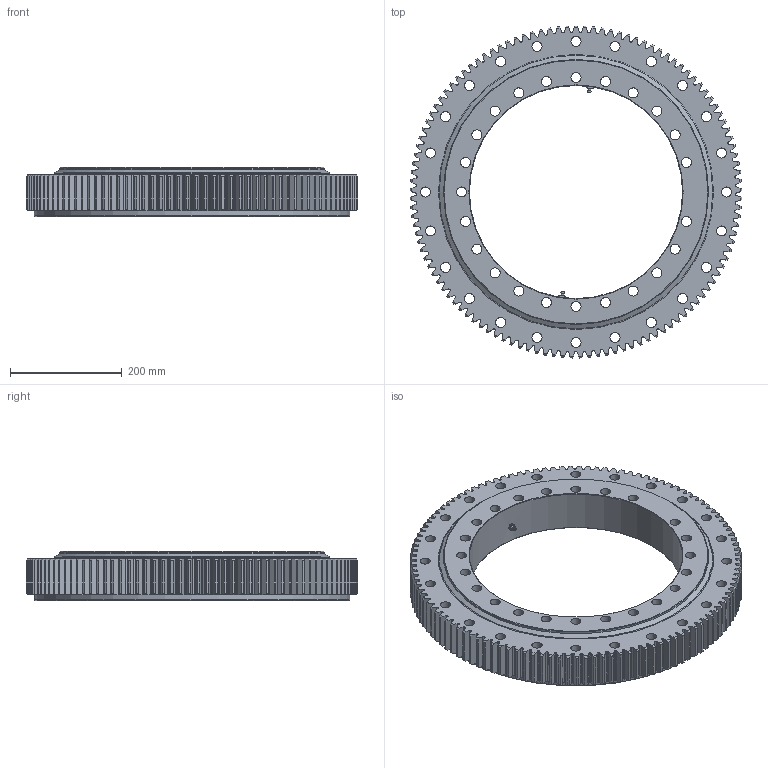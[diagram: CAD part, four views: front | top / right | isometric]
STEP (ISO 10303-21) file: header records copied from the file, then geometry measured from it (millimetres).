
FILE_DESCRIPTION (( 'STEP AP214' ), '1' );
FILE_NAME ('E.595.32.00.D.1.STEP', '2018-06-26T09:10:58', ( '' ), ( '' ), 'SwSTEP 2.0', 'SolidWorks 2016', '' );
FILE_SCHEMA (( 'AUTOMOTIVE_DESIGN' ));
Length unit declared in the file: millimetre
Products named in the file (7): Grease nipple M10x1mm; C.595.B32B.A1N.0 - OR Seal; C.595.B32B.A1N.0 - IR; C.595.B32B.A1N.0 - IR Seal; E.595.32.00.D.1; C.595.B32B.A1N.0 - OR; Ball D32
Assembly tree (46 placements, depth 2):
  E.595.32.00.D.1
    C.595.B32B.A1N.0 - IR
    C.595.B32B.A1N.0 - OR
    Ball D32  x40
    C.595.B32B.A1N.0 - IR Seal
    C.595.B32B.A1N.0 - OR Seal
    Grease nipple M10x1mm  x2
Bounding box: 594.99 x 594.94 x 88 mm (x, y, z)
Volume: 9781668.2 mm3; surface area: 1371702.3 mm2
Topology: 46 solids, 46 shells, 1368 faces, 3996 edges, 2649 vertices
Faces by surface type: bspline 585, cone 277, plane 269, cylinder 184, sphere 40, torus 13
Full cylindrical faces by diameter (mm): 3 x2, 5 x2, 9 x2, 10 x2, 18 x47, 382 x1, 461 x2, 472 x1, 475 x4, 478 x1, 489 x2, 565 x1
Entity records: 46988 total; most frequent: CARTESIAN_POINT 16476, ORIENTED_EDGE 7438, DIRECTION 4216, EDGE_CURVE 3719, VERTEX_POINT 2527, B_SPLINE_CURVE_WITH_KNOTS 1672, EDGE_LOOP 1508, VECTOR 1410
